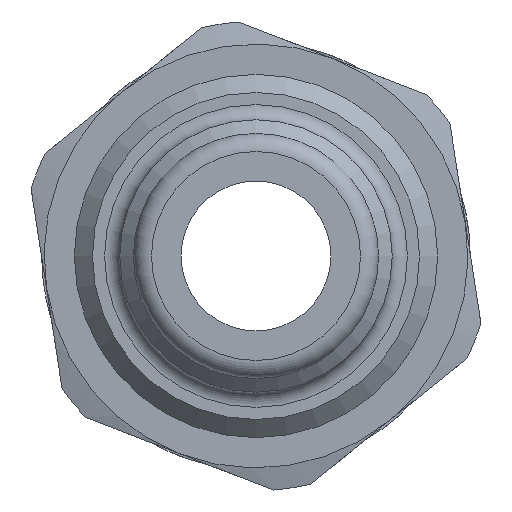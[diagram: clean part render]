
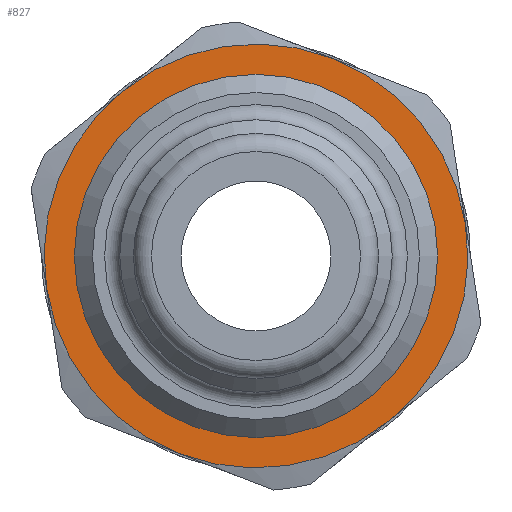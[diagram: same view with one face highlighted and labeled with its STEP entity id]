
A CAD part, left-side view. The second image highlights one B-rep face of the part: STEP entity #827.
In plain terms, the highlighted face is planar.
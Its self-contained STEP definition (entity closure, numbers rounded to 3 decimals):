
#740=CARTESIAN_POINT('',(11.0,5.96,0.));
#741=VERTEX_POINT('',#740);
#742=CARTESIAN_POINT('',(11.0,0.,0.0));
#743=DIRECTION('',(1.0,0.0,0.0));
#744=DIRECTION('',(0.0,-1.0,0.0));
#745=AXIS2_PLACEMENT_3D('',#742,#743,#744);
#746=CIRCLE('',#745,5.96);
#747=EDGE_CURVE('',#741,#741,#746,.T.);
#763=CARTESIAN_POINT('',(11.0,6.23,0.0));
#764=DIRECTION('',(1.0,0.0,0.0));
#765=DIRECTION('',(0.0,0.0,-1.0));
#766=AXIS2_PLACEMENT_3D('',#763,#764,#765);
#767=PLANE('',#766);
#768=CARTESIAN_POINT('',(11.0,7.,0.0));
#769=VERTEX_POINT('',#768);
#770=CARTESIAN_POINT('',(11.,3.5,6.062));
#771=VERTEX_POINT('',#770);
#772=CARTESIAN_POINT('',(11.0,0.,0.0));
#773=DIRECTION('',(1.0,0.0,0.0));
#774=DIRECTION('',(0.0,1.0,0.0));
#775=AXIS2_PLACEMENT_3D('',#772,#773,#774);
#776=CIRCLE('',#775,7.);
#777=EDGE_CURVE('',#769,#771,#776,.T.);
#778=ORIENTED_EDGE('',*,*,#777,.T.);
#779=CARTESIAN_POINT('',(11.0,-3.5,6.062));
#780=VERTEX_POINT('',#779);
#781=CARTESIAN_POINT('',(11.0,0.,0.0));
#782=DIRECTION('',(1.0,0.0,0.0));
#783=DIRECTION('',(0.0,1.0,0.0));
#784=AXIS2_PLACEMENT_3D('',#781,#782,#783);
#785=CIRCLE('',#784,7.);
#786=EDGE_CURVE('',#771,#780,#785,.T.);
#787=ORIENTED_EDGE('',*,*,#786,.T.);
#788=CARTESIAN_POINT('',(11.0,-7.0,0.));
#789=VERTEX_POINT('',#788);
#790=CARTESIAN_POINT('',(11.0,0.,0.0));
#791=DIRECTION('',(1.0,0.0,0.0));
#792=DIRECTION('',(0.0,1.0,0.0));
#793=AXIS2_PLACEMENT_3D('',#790,#791,#792);
#794=CIRCLE('',#793,7.);
#795=EDGE_CURVE('',#780,#789,#794,.T.);
#796=ORIENTED_EDGE('',*,*,#795,.T.);
#797=CARTESIAN_POINT('',(11.0,-3.5,-6.062));
#798=VERTEX_POINT('',#797);
#799=CARTESIAN_POINT('',(11.0,0.,0.0));
#800=DIRECTION('',(1.0,0.0,0.0));
#801=DIRECTION('',(0.0,1.0,0.0));
#802=AXIS2_PLACEMENT_3D('',#799,#800,#801);
#803=CIRCLE('',#802,7.);
#804=EDGE_CURVE('',#789,#798,#803,.T.);
#805=ORIENTED_EDGE('',*,*,#804,.T.);
#806=CARTESIAN_POINT('',(11.,3.5,-6.062));
#807=VERTEX_POINT('',#806);
#808=CARTESIAN_POINT('',(11.0,0.,0.0));
#809=DIRECTION('',(1.0,0.0,0.0));
#810=DIRECTION('',(0.0,1.0,0.0));
#811=AXIS2_PLACEMENT_3D('',#808,#809,#810);
#812=CIRCLE('',#811,7.);
#813=EDGE_CURVE('',#798,#807,#812,.T.);
#814=ORIENTED_EDGE('',*,*,#813,.T.);
#815=CARTESIAN_POINT('',(11.0,0.,0.0));
#816=DIRECTION('',(1.0,0.0,0.0));
#817=DIRECTION('',(0.0,1.0,0.0));
#818=AXIS2_PLACEMENT_3D('',#815,#816,#817);
#819=CIRCLE('',#818,7.);
#820=EDGE_CURVE('',#807,#769,#819,.T.);
#821=ORIENTED_EDGE('',*,*,#820,.T.);
#822=EDGE_LOOP('',(#778,#787,#796,#805,#814,#821));
#823=FACE_OUTER_BOUND('',#822,.T.);
#824=ORIENTED_EDGE('',*,*,#747,.F.);
#825=EDGE_LOOP('',(#824));
#826=FACE_BOUND('',#825,.T.);
#827=ADVANCED_FACE('',(#823,#826),#767,.T.);
